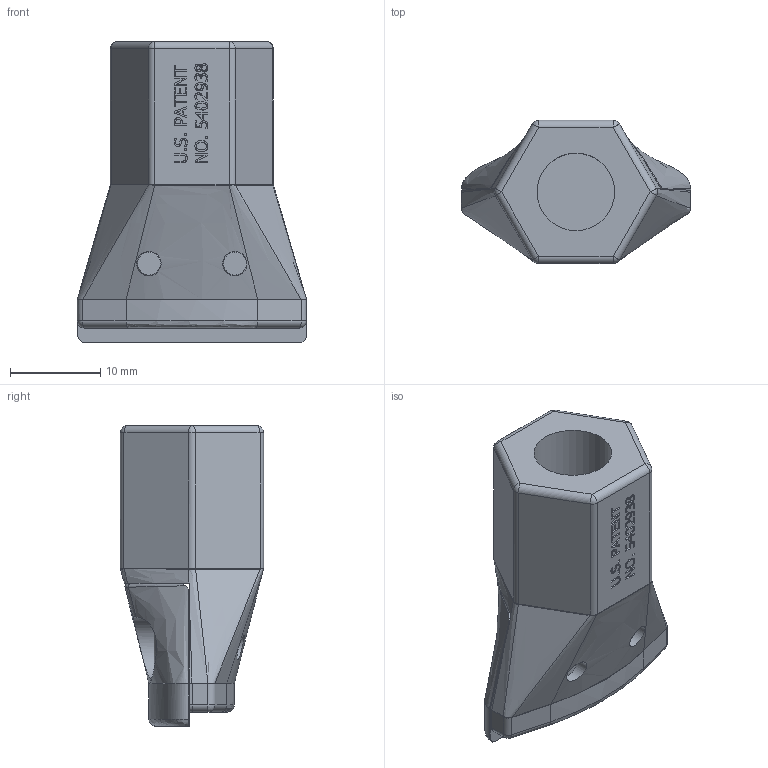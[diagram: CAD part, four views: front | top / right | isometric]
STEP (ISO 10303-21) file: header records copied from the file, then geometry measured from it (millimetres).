
FILE_DESCRIPTION((''),'2;1');
FILE_NAME('HP1126.stp','2013-05-15T09:01:36',('benzil estridge'),(''),'Autodesk Inventor 2012','Autodesk Inventor 2012','');
FILE_SCHEMA(('AUTOMOTIVE_DESIGN { 1 0 10303 214 1 1 1 1 }'));
Length unit declared in the file: inch
Products named in the file (3): 1126SS; 1126 for web_Shrinkwrap_1; Hexagon Socket Button Head Cap Screw - Inch 6 - 32 x 1_4
Assembly tree (3 placements, depth 2):
  1126SS
    1126 for web_Shrinkwrap_1
    Hexagon Socket Button Head Cap Screw - Inch 6 - 32 x 1_4  x2
Bounding box: 25.43 x 15.88 x 33.36 mm (x, y, z)
Volume: 6069.5 mm3; surface area: 3467.8 mm2
Topology: 3 solids, 3 shells, 606 faces, 1597 edges, 1024 vertices
Faces by surface type: plane 288, bspline 262, cylinder 40, sphere 8, torus 4, cone 4
Full cylindrical faces by diameter (mm): 2.692 x2, 3.505 x2, 3.81 x2, 6.655 x2, 6.858 x2, 8.611 x1
Entity records: 21465 total; most frequent: CARTESIAN_POINT 8536, ORIENTED_EDGE 3064, DIRECTION 1845, EDGE_CURVE 1532, VERTEX_POINT 999, VECTOR 909, LINE 909, EDGE_LOOP 651
